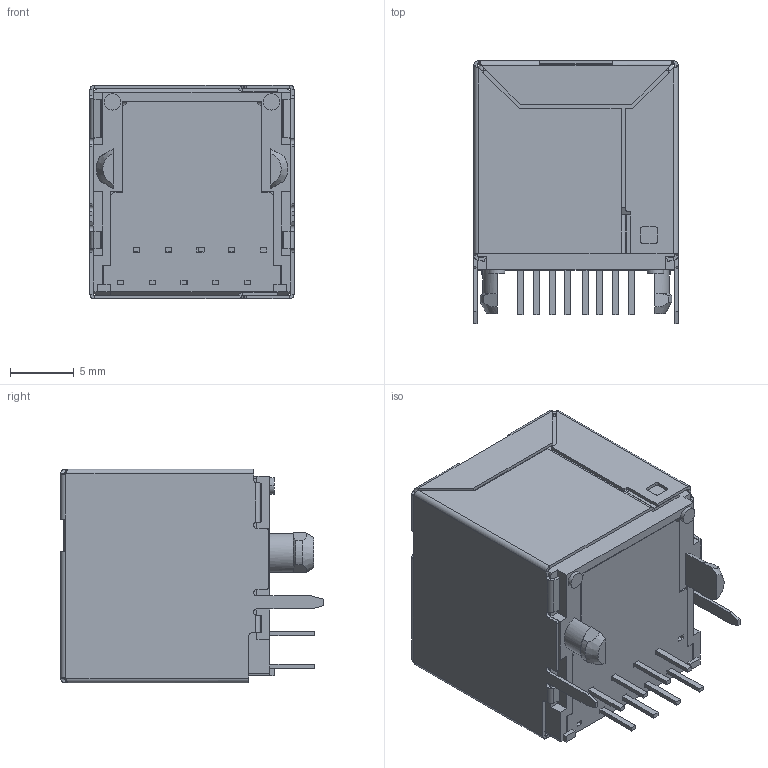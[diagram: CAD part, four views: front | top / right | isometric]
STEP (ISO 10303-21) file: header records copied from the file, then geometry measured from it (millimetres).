
FILE_DESCRIPTION((''),'2;1');
FILE_NAME('SS65100-024F','2011-10-07T',('tedm'),('Stewart Connectors'),'PRO/ENGINEER BY PARAMETRIC TECHNOLOGY CORPORATION, 2010040','PRO/ENGINEER BY PARAMETRIC TECHNOLOGY CORPORATION, 2010040','');
FILE_SCHEMA(('CONFIG_CONTROL_DESIGN'));
Length unit declared in the file: inch
Products named in the file (1): SS65100-024F
Bounding box: 16 x 20.57 x 16.74 mm (x, y, z)
Volume: 2527.1 mm3; surface area: 5536 mm2
Topology: 1 solids, 4 shells, 1341 faces, 3648 edges, 2317 vertices
Faces by surface type: plane 1037, cylinder 239, bspline 30, torus 23, cone 8, sphere 4
Entity records: 43687 total; most frequent: CARTESIAN_POINT 9986, ORIENTED_EDGE 7261, DIRECTION 6548, EDGE_CURVE 3648, VECTOR 3002, LINE 3002, VERTEX_POINT 2317, AXIS2_PLACEMENT_3D 1773
